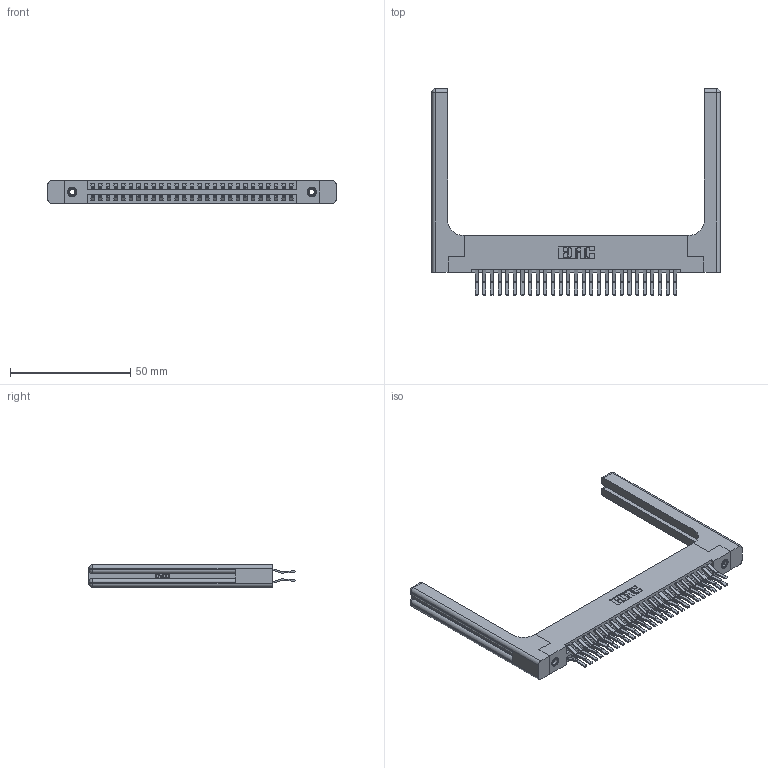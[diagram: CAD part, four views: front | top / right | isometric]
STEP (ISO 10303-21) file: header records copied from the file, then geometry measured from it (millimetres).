
FILE_DESCRIPTION (( 'STEP AP203' ), '1' );
FILE_NAME ('346-054-560-258.STEP', '2022-05-21T04:38:53', ( '' ), ( '' ), 'SwSTEP 2.0', 'SolidWorks 2020', '' );
FILE_SCHEMA (( 'CONFIG_CONTROL_DESIGN' ));
Length unit declared in the file: inch
Products named in the file (5): 346 Part_Flush Mounting Lugs - 0.156 Dia-TH; 345-292-001_560 Tail; 346-054-560-258; 345-250-001_345-250-001-102; 346-220-058_345-220-058
Assembly tree (59 placements, depth 2):
  346-054-560-258
    346 Part_Flush Mounting Lugs - 0.156 Dia-TH
    345-292-001_560 Tail  x54
    345-250-001_345-250-001-102  x2
    346-220-058_345-220-058  x2
Bounding box: 119.79 x 85.74 x 9.4 mm (x, y, z)
Volume: 19394.3 mm3; surface area: 22073.2 mm2
Topology: 59 solids, 59 shells, 3308 faces, 9725 edges, 6390 vertices
Faces by surface type: plane 2128, cylinder 1120, bspline 36, cone 12, sphere 8, torus 4
Entity records: 25326 total; most frequent: CARTESIAN_POINT 5207, ORIENTED_EDGE 3936, DIRECTION 3576, EDGE_CURVE 1968, LINE 1632, VECTOR 1632, VERTEX_POINT 1302, AXIS2_PLACEMENT_3D 972
